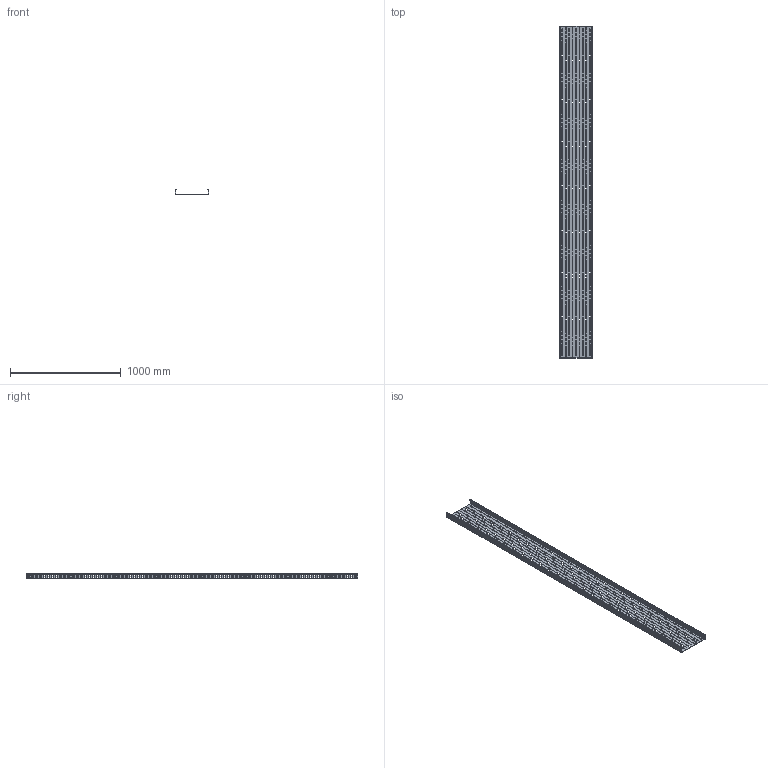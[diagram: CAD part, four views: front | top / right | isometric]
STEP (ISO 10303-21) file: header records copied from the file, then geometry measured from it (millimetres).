
FILE_DESCRIPTION(/* description */ (''),/* implementation_level */ '2;1');
FILE_NAME(/* name */ 'KCP300H50_3N.stp',/* time_stamp */ '2020-03-24T11:45:24+01:00',/* author */ ('stanislaw.luczak'),/* organization */ (''),/* preprocessor_version */ 'ST-DEVELOPER v18',/* originating_system */ 'Autodesk Inventor 2020',/* authorisation */ '');
FILE_SCHEMA (('AUTOMOTIVE_DESIGN { 1 0 10303 214 3 1 1 }'));
Products named in the file (1): 300H60N_KGJ_3M
Bounding box: 300.41 x 3000 x 49.97 mm (x, y, z)
Volume: 1607158.5 mm3; surface area: 2244051.2 mm2
Topology: 1 solids, 1 shells, 4366 faces, 13076 edges, 8712 vertices
Faces by surface type: plane 2190, cylinder 2176
Entity records: 152477 total; most frequent: DIRECTION 26162, CARTESIAN_POINT 26155, ORIENTED_EDGE 26152, EDGE_CURVE 13076, LINE 8724, VECTOR 8724, AXIS2_PLACEMENT_3D 8719, VERTEX_POINT 8712
